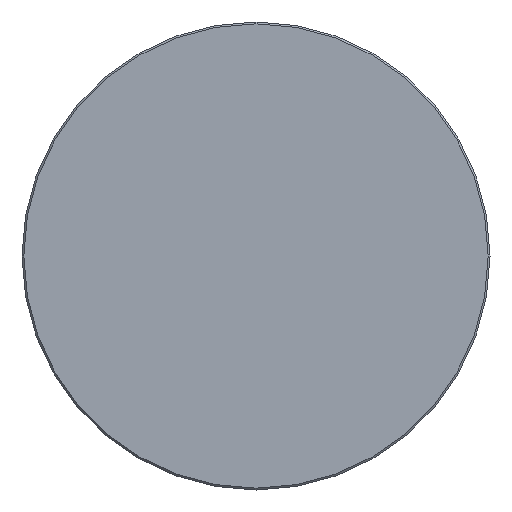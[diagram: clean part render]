
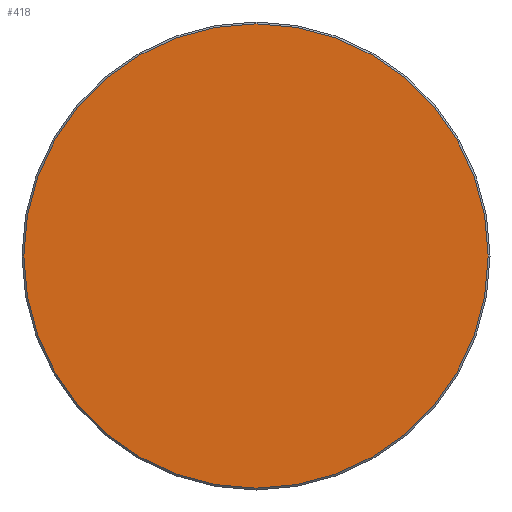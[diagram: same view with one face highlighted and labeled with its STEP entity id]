
A CAD part, left-side view. The second image highlights one B-rep face of the part: STEP entity #418.
In plain terms, the highlighted planar face has unit normal (-1, 0, 0).
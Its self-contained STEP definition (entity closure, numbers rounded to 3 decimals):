
#5 = CIRCLE ( 'NONE', #192, 37.7 ) ;
#9 = AXIS2_PLACEMENT_3D ( 'NONE', #484, #123, #276 ) ;
#43 = EDGE_CURVE ( 'NONE', #168, #429, #360, .T. ) ;
#86 = EDGE_LOOP ( 'NONE', ( #392, #375 ) ) ;
#91 = CARTESIAN_POINT ( 'NONE',  ( 0., 0., 0. ) ) ;
#108 = PLANE ( 'NONE',  #164 ) ;
#123 = DIRECTION ( 'NONE',  ( -1., 0., 0. ) ) ;
#128 = CARTESIAN_POINT ( 'NONE',  ( 0., 0., 37.7 ) ) ;
#144 = EDGE_CURVE ( 'NONE', #429, #168, #5, .T. ) ;
#164 = AXIS2_PLACEMENT_3D ( 'NONE', #322, #487, #226 ) ;
#168 = VERTEX_POINT ( 'NONE', #128 ) ;
#192 = AXIS2_PLACEMENT_3D ( 'NONE', #91, #210, #357 ) ;
#210 = DIRECTION ( 'NONE',  ( -1., 0., 0. ) ) ;
#226 = DIRECTION ( 'NONE',  ( 0., 0., -1. ) ) ;
#276 = DIRECTION ( 'NONE',  ( 0., 0., 1. ) ) ;
#315 = FACE_OUTER_BOUND ( 'NONE', #86, .T. ) ;
#322 = CARTESIAN_POINT ( 'NONE',  ( 0., 0., 0. ) ) ;
#357 = DIRECTION ( 'NONE',  ( 0., 0., 1. ) ) ;
#360 = CIRCLE ( 'NONE', #9, 37.7 ) ;
#375 = ORIENTED_EDGE ( 'NONE', *, *, #43, .T. ) ;
#392 = ORIENTED_EDGE ( 'NONE', *, *, #144, .T. ) ;
#418 = ADVANCED_FACE ( 'NONE', ( #315 ), #108, .F. ) ;
#429 = VERTEX_POINT ( 'NONE', #480 ) ;
#480 = CARTESIAN_POINT ( 'NONE',  ( 0., 0., -37.7 ) ) ;
#484 = CARTESIAN_POINT ( 'NONE',  ( 0., 0., 0. ) ) ;
#487 = DIRECTION ( 'NONE',  ( 1., 0., 0. ) ) ;
